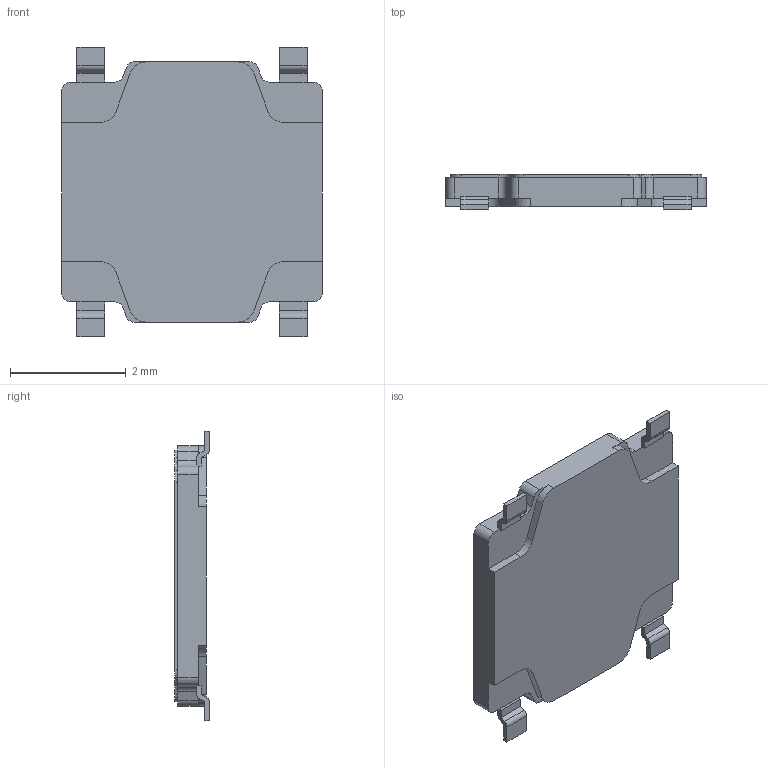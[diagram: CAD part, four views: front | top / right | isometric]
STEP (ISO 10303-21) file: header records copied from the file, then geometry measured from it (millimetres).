
FILE_DESCRIPTION((''),'2;1');
FILE_NAME('C001','2025-09-16T',('Administrator'),(''),'PRO/ENGINEER BY PARAMETRIC TECHNOLOGY CORPORATION, 2010280','PRO/ENGINEER BY PARAMETRIC TECHNOLOGY CORPORATION, 2010280','');
FILE_SCHEMA(('CONFIG_CONTROL_DESIGN'));
Length unit declared in the file: millimetre
Products named in the file (1): C001
Bounding box: 4.5 x 0.6 x 5 mm (x, y, z)
Volume: 9.9 mm3; surface area: 49.9 mm2
Topology: 1 solids, 1 shells, 119 faces, 340 edges, 224 vertices
Faces by surface type: plane 79, cylinder 40
Entity records: 3908 total; most frequent: CARTESIAN_POINT 683, ORIENTED_EDGE 680, DIRECTION 658, EDGE_CURVE 340, VECTOR 260, LINE 260, VERTEX_POINT 224, AXIS2_PLACEMENT_3D 199
